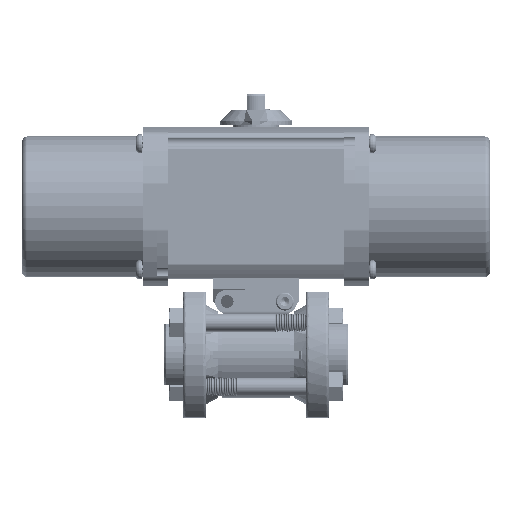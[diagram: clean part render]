
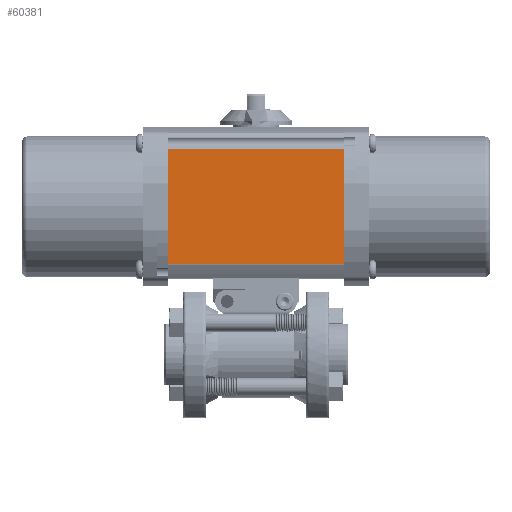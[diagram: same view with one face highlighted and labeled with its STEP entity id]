
A CAD part, top view. The second image highlights one B-rep face of the part: STEP entity #60381.
In plain terms, the highlighted planar face has unit normal (0, 0, 1).
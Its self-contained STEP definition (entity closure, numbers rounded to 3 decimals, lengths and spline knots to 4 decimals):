
#4384 = CARTESIAN_POINT ( 'NONE',  ( 1.5275, 3.5621, 1.17 ) ) ;
#5169 = CARTESIAN_POINT ( 'NONE',  ( -5.0403, 1.5679, 1.17 ) ) ;
#6703 = EDGE_CURVE ( 'NONE', #116970, #185636, #63855, .T. ) ;
#8107 = DIRECTION ( 'NONE',  ( -1., 0., 0. ) ) ;
#15686 = CARTESIAN_POINT ( 'NONE',  ( -1.5275, 3.5621, 1.17 ) ) ;
#19533 = CARTESIAN_POINT ( 'NONE',  ( -1.5275, 3.5694, 1.17 ) ) ;
#20342 = CARTESIAN_POINT ( 'NONE',  ( -1.5275, 1.5679, 1.17 ) ) ;
#29850 = LINE ( 'NONE', #48516, #104221 ) ;
#34313 = EDGE_LOOP ( 'NONE', ( #65851, #38631, #103169, #61906 ) ) ;
#37284 = DIRECTION ( 'NONE',  ( 0., 1., 0. ) ) ;
#38631 = ORIENTED_EDGE ( 'NONE', *, *, #119926, .T. ) ;
#44874 = LINE ( 'NONE', #19533, #164175 ) ;
#48516 = CARTESIAN_POINT ( 'NONE',  ( 1.5275, 3.5694, 1.17 ) ) ;
#53286 = PLANE ( 'NONE',  #145415 ) ;
#60381 = ADVANCED_FACE ( 'NONE', ( #92766 ), #53286, .F. ) ;
#61906 = ORIENTED_EDGE ( 'NONE', *, *, #6703, .T. ) ;
#63855 = LINE ( 'NONE', #5169, #194010 ) ;
#65851 = ORIENTED_EDGE ( 'NONE', *, *, #156385, .F. ) ;
#70291 = DIRECTION ( 'NONE',  ( 0., 0., -1. ) ) ;
#72603 = DIRECTION ( 'NONE',  ( 1., 0., 0. ) ) ;
#86026 = LINE ( 'NONE', #126682, #176161 ) ;
#92766 = FACE_OUTER_BOUND ( 'NONE', #34313, .T. ) ;
#103169 = ORIENTED_EDGE ( 'NONE', *, *, #139893, .F. ) ;
#103774 = VERTEX_POINT ( 'NONE', #15686 ) ;
#104221 = VECTOR ( 'NONE', #133016, 39.3701 ) ;
#116970 = VERTEX_POINT ( 'NONE', #20342 ) ;
#119926 = EDGE_CURVE ( 'NONE', #135927, #103774, #86026, .T. ) ;
#120701 = CARTESIAN_POINT ( 'NONE',  ( -5.0403, 3.5694, 1.17 ) ) ;
#126682 = CARTESIAN_POINT ( 'NONE',  ( -5.0403, 3.5621, 1.17 ) ) ;
#133016 = DIRECTION ( 'NONE',  ( 0., -1., 0. ) ) ;
#135927 = VERTEX_POINT ( 'NONE', #4384 ) ;
#139893 = EDGE_CURVE ( 'NONE', #116970, #103774, #44874, .T. ) ;
#145415 = AXIS2_PLACEMENT_3D ( 'NONE', #120701, #70291, #188945 ) ;
#156385 = EDGE_CURVE ( 'NONE', #135927, #185636, #29850, .T. ) ;
#164175 = VECTOR ( 'NONE', #37284, 39.3701 ) ;
#176161 = VECTOR ( 'NONE', #8107, 39.3701 ) ;
#185636 = VERTEX_POINT ( 'NONE', #208203 ) ;
#188945 = DIRECTION ( 'NONE',  ( 0., -1., 0. ) ) ;
#194010 = VECTOR ( 'NONE', #72603, 39.3701 ) ;
#208203 = CARTESIAN_POINT ( 'NONE',  ( 1.5275, 1.5679, 1.17 ) ) ;
